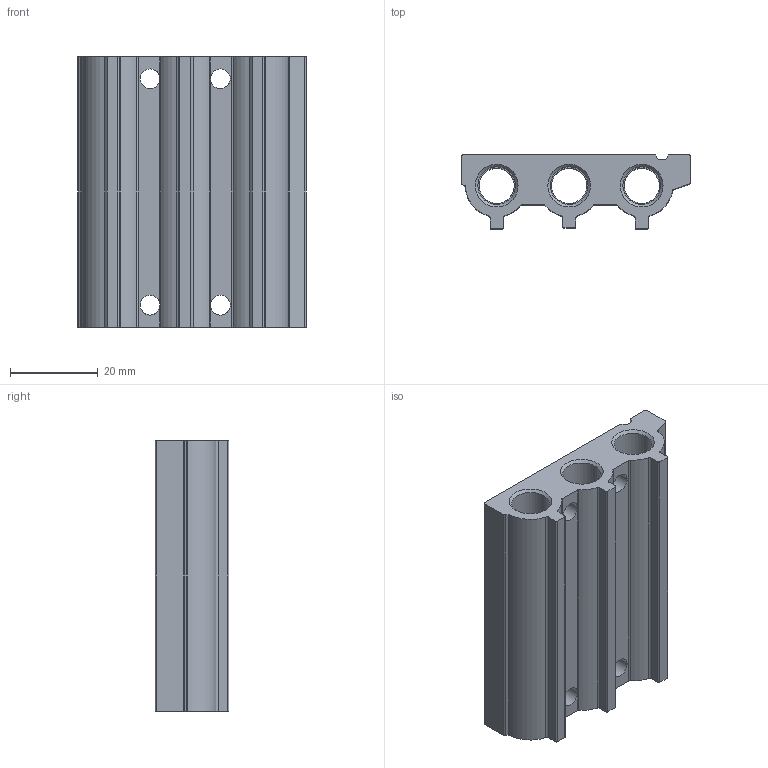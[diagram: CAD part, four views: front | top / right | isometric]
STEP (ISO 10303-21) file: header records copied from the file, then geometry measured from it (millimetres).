
FILE_DESCRIPTION(/* description */ ('STEP AP214'),/* implementation_level */ '2;1');
FILE_NAME(/* name */ '566560_VABM-L1-10S-G18-4',/* time_stamp */ '2024-09-13T15:37:07+02:00',/* author */ ('License CC BY-ND 4.0'),/* organization */ ('CADENAS'),/* preprocessor_version */ 'ST-DEVELOPER v19.3',/* originating_system */ 'PARTsolutions',/* authorisation */ ' ');
FILE_SCHEMA (('AUTOMOTIVE_DESIGN {1 0 10303 214 3 1 1}'));
Length unit declared in the file: millimetre
Products named in the file (2): 566560 VABM-L1-10S-G18-4; 566560 VABM-L1-10S-G18-4---(L1-P)
Assembly tree (1 placements, depth 2):
  566560 VABM-L1-10S-G18-4
    566560 VABM-L1-10S-G18-4---(L1-P)
Bounding box: 52.1 x 16.8 x 61.5 mm (x, y, z)
Volume: 27365.5 mm3; surface area: 16236.5 mm2
Topology: 1 solids, 1 shells, 190 faces, 549 edges, 357 vertices
Faces by surface type: plane 83, cylinder 77, cone 30
Full cylindrical faces by diameter (mm): 1.567 x8, 4.5 x4, 6 x12, 8 x3, 8.566 x6
Entity records: 5908 total; most frequent: CARTESIAN_POINT 1181, DIRECTION 967, ORIENTED_EDGE 886, EDGE_CURVE 443, AXIS2_PLACEMENT_3D 356, VERTEX_POINT 334, FACE_BOUND 307, EDGE_LOOP 291
